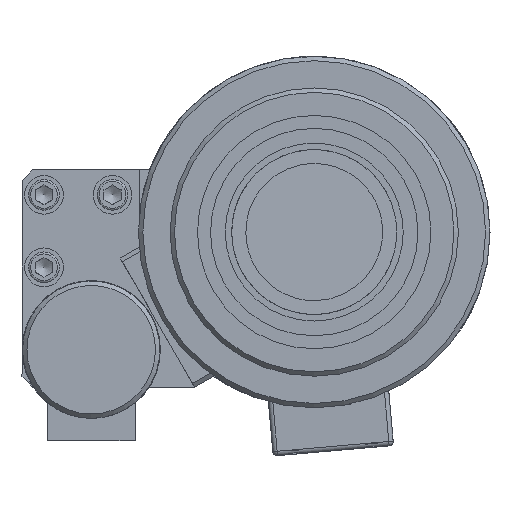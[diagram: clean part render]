
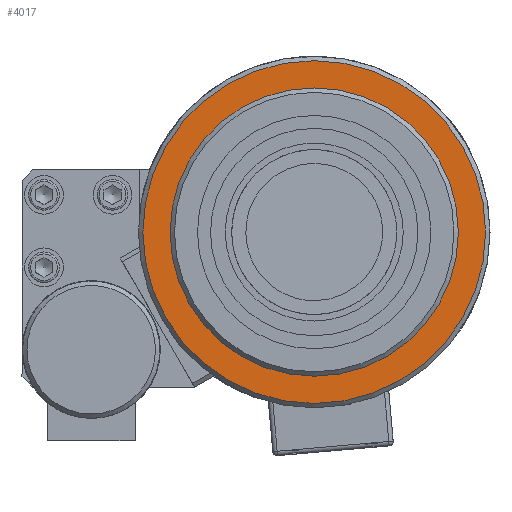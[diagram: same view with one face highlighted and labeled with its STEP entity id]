
A CAD part, left-side view. The second image highlights one B-rep face of the part: STEP entity #4017.
In plain terms, the highlighted face is planar.
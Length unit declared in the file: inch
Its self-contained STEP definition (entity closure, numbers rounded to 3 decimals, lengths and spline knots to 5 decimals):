
#3983=CARTESIAN_POINT('',(-0.78,0.343,0.));
#3984=VERTEX_POINT('',#3983);
#3985=CARTESIAN_POINT('',(0.0,0.343,0.0));
#3986=DIRECTION('',(0.0,1.0,0.0));
#3987=DIRECTION('',(1.0,0.0,0.0));
#3988=AXIS2_PLACEMENT_3D('',#3985,#3986,#3987);
#3989=CIRCLE('',#3988,0.78);
#3990=EDGE_CURVE('',#3984,#3984,#3989,.T.);
#3998=CARTESIAN_POINT('',(-0.69879,0.343,0.0));
#3999=DIRECTION('',(0.0,-1.0,0.0));
#4000=DIRECTION('',(0.0,0.0,-1.0));
#4001=AXIS2_PLACEMENT_3D('',#3998,#3999,#4000);
#4002=PLANE('',#4001);
#4003=ORIENTED_EDGE('',*,*,#3990,.F.);
#4004=EDGE_LOOP('',(#4003));
#4005=FACE_OUTER_BOUND('',#4004,.T.);
#4006=CARTESIAN_POINT('',(-0.59759,0.343,0.0));
#4007=VERTEX_POINT('',#4006);
#4008=CARTESIAN_POINT('',(0.0,0.343,0.0));
#4009=DIRECTION('',(0.0,1.0,0.0));
#4010=DIRECTION('',(-1.0,0.0,0.0));
#4011=AXIS2_PLACEMENT_3D('',#4008,#4009,#4010);
#4012=CIRCLE('',#4011,0.59759);
#4013=EDGE_CURVE('',#4007,#4007,#4012,.T.);
#4014=ORIENTED_EDGE('',*,*,#4013,.T.);
#4015=EDGE_LOOP('',(#4014));
#4016=FACE_BOUND('',#4015,.T.);
#4017=ADVANCED_FACE('',(#4005,#4016),#4002,.T.);
